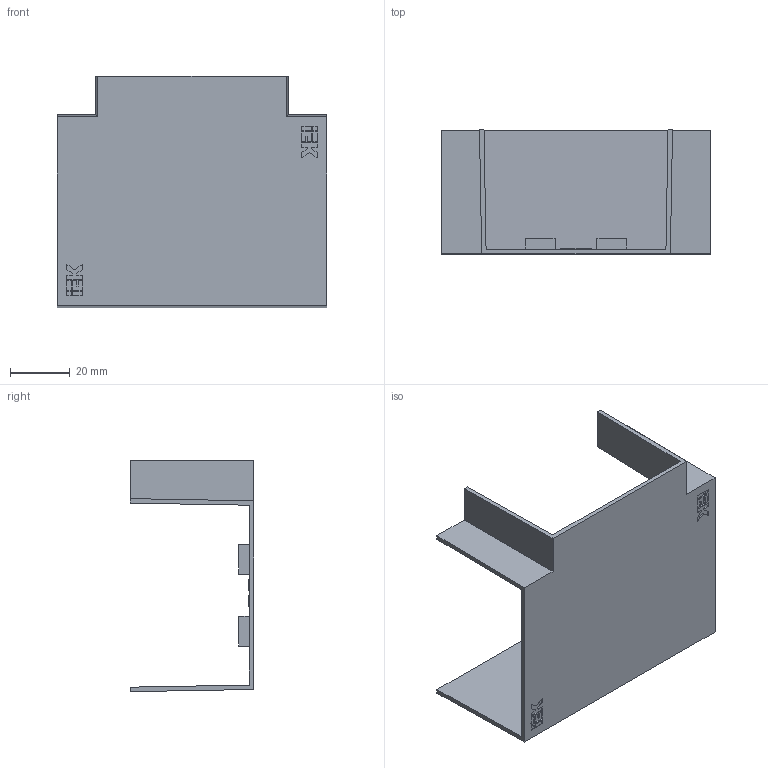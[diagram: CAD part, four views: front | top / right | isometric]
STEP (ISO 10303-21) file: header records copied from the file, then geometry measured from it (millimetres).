
FILE_DESCRIPTION (( 'STEP AP214' ), '1' );
FILE_NAME ('ÊÌÒ 60õ40_èçì.1.STEP', '2016-06-24T11:35:31', ( '' ), ( '' ), 'SwSTEP 2.0', 'SolidWorks 2014', '' );
FILE_SCHEMA (( 'AUTOMOTIVE_DESIGN' ));
Length unit declared in the file: millimetre
Products named in the file (1): ÊÌÒ 60õ40_èçì.1
Bounding box: 90 x 41.3 x 77.22 mm (x, y, z)
Volume: 18648.8 mm3; surface area: 26023.5 mm2
Topology: 1 solids, 1 shells, 305 faces, 828 edges, 552 vertices
Faces by surface type: plane 213, bspline 86, cylinder 6
Entity records: 12020 total; most frequent: CARTESIAN_POINT 4860, ORIENTED_EDGE 1656, DIRECTION 1108, EDGE_CURVE 828, VECTOR 644, LINE 644, VERTEX_POINT 552, EDGE_LOOP 332
